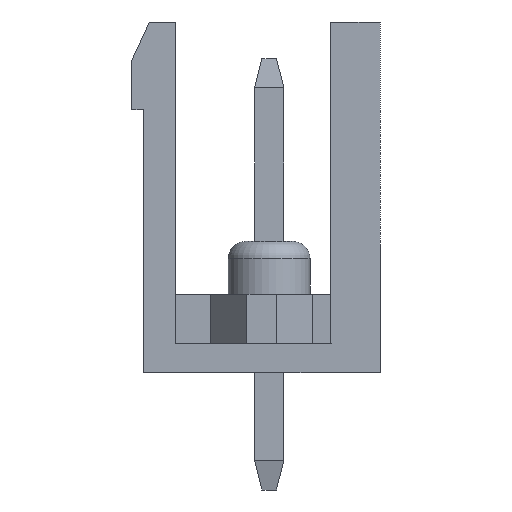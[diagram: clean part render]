
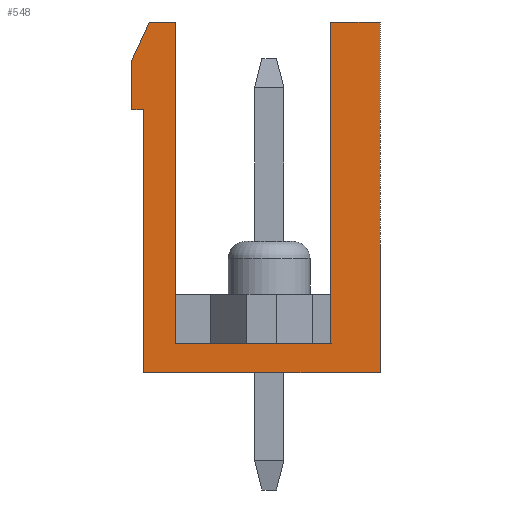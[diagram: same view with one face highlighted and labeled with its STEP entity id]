
A CAD part, left-side view. The second image highlights one B-rep face of the part: STEP entity #548.
In plain terms, the highlighted planar face has unit normal (-1, 0, 0).
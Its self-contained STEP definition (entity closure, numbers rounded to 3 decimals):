
#548 = ADVANCED_FACE( '', ( #1126 ), #1127, .T. );
#1126 = FACE_OUTER_BOUND( '', #1748, .T. );
#1127 = PLANE( '', #1749 );
#1748 = EDGE_LOOP( '', ( #3165, #3166, #3167, #3168, #3169, #3170, #3171, #3172, #3173, #3174, #3175 ) );
#1749 = AXIS2_PLACEMENT_3D( '', #3176, #3177, #3178 );
#3165 = ORIENTED_EDGE( '', *, *, #4356, .T. );
#3166 = ORIENTED_EDGE( '', *, *, #4441, .T. );
#3167 = ORIENTED_EDGE( '', *, *, #4158, .T. );
#3168 = ORIENTED_EDGE( '', *, *, #4442, .T. );
#3169 = ORIENTED_EDGE( '', *, *, #4280, .F. );
#3170 = ORIENTED_EDGE( '', *, *, #4443, .T. );
#3171 = ORIENTED_EDGE( '', *, *, #4444, .T. );
#3172 = ORIENTED_EDGE( '', *, *, #4092, .T. );
#3173 = ORIENTED_EDGE( '', *, *, #4176, .T. );
#3174 = ORIENTED_EDGE( '', *, *, #4115, .F. );
#3175 = ORIENTED_EDGE( '', *, *, #4445, .F. );
#3176 = CARTESIAN_POINT( '', ( -12.5, 0., 0. ) );
#3177 = DIRECTION( '', ( -1., 0., 0. ) );
#3178 = DIRECTION( '', ( 0., 0., 1. ) );
#4092 = EDGE_CURVE( '', #5012, #5010, #5013, .T. );
#4115 = EDGE_CURVE( '', #5051, #5038, #5053, .T. );
#4158 = EDGE_CURVE( '', #5124, #5122, #5125, .F. );
#4176 = EDGE_CURVE( '', #5010, #5038, #5153, .T. );
#4280 = EDGE_CURVE( '', #5310, #5306, #5312, .T. );
#4356 = EDGE_CURVE( '', #5420, #5418, #5421, .T. );
#4441 = EDGE_CURVE( '', #5418, #5124, #5527, .T. );
#4442 = EDGE_CURVE( '', #5122, #5306, #5528, .T. );
#4443 = EDGE_CURVE( '', #5310, #5529, #5530, .T. );
#4444 = EDGE_CURVE( '', #5529, #5012, #5531, .T. );
#4445 = EDGE_CURVE( '', #5420, #5051, #5532, .T. );
#5010 = VERTEX_POINT( '', #6304 );
#5012 = VERTEX_POINT( '', #6307 );
#5013 = LINE( '', #6308, #6309 );
#5038 = VERTEX_POINT( '', #6348 );
#5051 = VERTEX_POINT( '', #6364 );
#5053 = LINE( '', #6366, #6367 );
#5122 = VERTEX_POINT( '', #6467 );
#5124 = VERTEX_POINT( '', #6470 );
#5125 = LINE( '', #6471, #6472 );
#5153 = LINE( '', #6513, #6514 );
#5306 = VERTEX_POINT( '', #6735 );
#5310 = VERTEX_POINT( '', #6741 );
#5312 = LINE( '', #6744, #6745 );
#5418 = VERTEX_POINT( '', #6901 );
#5420 = VERTEX_POINT( '', #6904 );
#5421 = LINE( '', #6905, #6906 );
#5527 = LINE( '', #7070, #7071 );
#5528 = LINE( '', #7072, #7073 );
#5529 = VERTEX_POINT( '', #7074 );
#5530 = LINE( '', #7075, #7076 );
#5531 = LINE( '', #7077, #7078 );
#5532 = LINE( '', #7079, #7080 );
#6304 = CARTESIAN_POINT( '', ( -12.5, -4.25, 6. ) );
#6307 = CARTESIAN_POINT( '', ( -12.5, -4.25, -6. ) );
#6308 = CARTESIAN_POINT( '', ( -12.5, -4.25, -6. ) );
#6309 = VECTOR( '', #7509, 1000. );
#6348 = CARTESIAN_POINT( '', ( -12.5, -2.55, 6. ) );
#6364 = CARTESIAN_POINT( '', ( -12.5, -2.55, -5. ) );
#6366 = CARTESIAN_POINT( '', ( -12.5, -2.55, -5. ) );
#6367 = VECTOR( '', #7539, 1000. );
#6467 = CARTESIAN_POINT( '', ( -12.5, 4.25, 4.7 ) );
#6470 = CARTESIAN_POINT( '', ( -12.5, 3.65, 6. ) );
#6471 = CARTESIAN_POINT( '', ( -12.5, 5.292, 2.442 ) );
#6472 = VECTOR( '', #7581, 1000. );
#6513 = CARTESIAN_POINT( '', ( -12.5, -4.25, 6. ) );
#6514 = VECTOR( '', #7595, 1000. );
#6735 = CARTESIAN_POINT( '', ( -12.5, 4.25, 3. ) );
#6741 = CARTESIAN_POINT( '', ( -12.5, 3.85, 3. ) );
#6744 = CARTESIAN_POINT( '', ( -12.5, 3.85, 3. ) );
#6745 = VECTOR( '', #7700, 1000. );
#6901 = CARTESIAN_POINT( '', ( -12.5, 2.75, 6. ) );
#6904 = CARTESIAN_POINT( '', ( -12.5, 2.75, -5. ) );
#6905 = CARTESIAN_POINT( '', ( -12.5, 2.75, -5. ) );
#6906 = VECTOR( '', #7761, 1000. );
#7070 = CARTESIAN_POINT( '', ( -12.5, -4.25, 6. ) );
#7071 = VECTOR( '', #7826, 1000. );
#7072 = CARTESIAN_POINT( '', ( -12.5, 4.25, 6. ) );
#7073 = VECTOR( '', #7827, 1000. );
#7074 = CARTESIAN_POINT( '', ( -12.5, 3.85, -6. ) );
#7075 = CARTESIAN_POINT( '', ( -12.5, 3.85, 3. ) );
#7076 = VECTOR( '', #7828, 1000. );
#7077 = CARTESIAN_POINT( '', ( -12.5, 4.25, -6. ) );
#7078 = VECTOR( '', #7829, 1000. );
#7079 = CARTESIAN_POINT( '', ( -12.5, 2.75, -5. ) );
#7080 = VECTOR( '', #7830, 1000. );
#7509 = DIRECTION( '', ( 0., 0., 1. ) );
#7539 = DIRECTION( '', ( 0., 0., 1. ) );
#7581 = DIRECTION( '', ( 0., -0.419, 0.908 ) );
#7595 = DIRECTION( '', ( 0., 1., 0. ) );
#7700 = DIRECTION( '', ( 0., 1., 0. ) );
#7761 = DIRECTION( '', ( 0., 0., 1. ) );
#7826 = DIRECTION( '', ( 0., 1., 0. ) );
#7827 = DIRECTION( '', ( 0., 0., -1. ) );
#7828 = DIRECTION( '', ( 0., 0., -1. ) );
#7829 = DIRECTION( '', ( 0., -1., 0. ) );
#7830 = DIRECTION( '', ( 0., -1., 0. ) );
